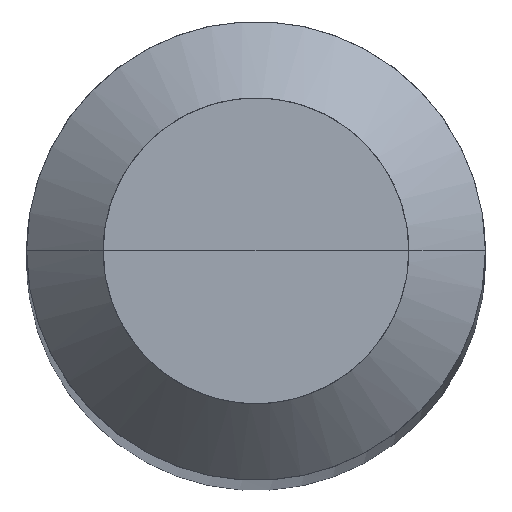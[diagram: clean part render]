
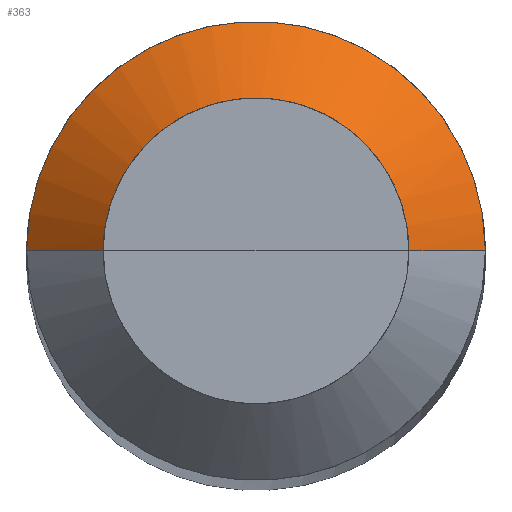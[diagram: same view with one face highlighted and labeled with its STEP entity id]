
A CAD part, top view. The second image highlights one B-rep face of the part: STEP entity #363.
In plain terms, the highlighted free-form (B-spline) face has degree [1, 2] with [2, 5] control points.
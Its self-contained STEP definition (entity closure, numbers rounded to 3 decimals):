
#71=CARTESIAN_POINT('',(-1.5,0.,37.7));
#75=CARTESIAN_POINT('',(1.5,0.,37.7));
#76=CARTESIAN_POINT('',(-1.,0.,38.2));
#80=CARTESIAN_POINT('',(1.,0.,38.2));
#82=CARTESIAN_POINT('',(1.5,1.5,37.7));
#83=CARTESIAN_POINT('',(0.,1.5,37.7));
#84=CARTESIAN_POINT('',(-1.5,1.5,37.7));
#85=CARTESIAN_POINT('',(1.,1.,38.2));
#86=CARTESIAN_POINT('',(0.,1.,38.2));
#87=CARTESIAN_POINT('',(-1.,1.,38.2));
#344=(
BOUNDED_SURFACE()
B_SPLINE_SURFACE(1,2,(
(#75,#82,#83,#84,#71),
(#80,#85,#86,#87,#76)
), .UNSPECIFIED.,.F.,.F.,.F.)
B_SPLINE_SURFACE_WITH_KNOTS((2,2),(3,2,3),(
0.,1.),(
0.,0.5,1.), .UNSPECIFIED.)
GEOMETRIC_REPRESENTATION_ITEM()
RATIONAL_B_SPLINE_SURFACE(((1.,0.707,1.,0.707,1.),
(1.,0.707,1.,0.707,1.)
))
REPRESENTATION_ITEM('')
SURFACE()
);
#345=(
BOUNDED_CURVE()
B_SPLINE_CURVE(2,(#71,#84,#83,#82,#75),.UNSPECIFIED.,.F.,.F.)
B_SPLINE_CURVE_WITH_KNOTS((3,2,3),
(0.,0.5,1.),.UNSPECIFIED.)
CURVE()
GEOMETRIC_REPRESENTATION_ITEM()
RATIONAL_B_SPLINE_CURVE((1.,0.707,1.,0.707,1.))
REPRESENTATION_ITEM('')
);
#346=(
BOUNDED_CURVE()
B_SPLINE_CURVE(1,(#75,#80),.UNSPECIFIED.,.F.,.F.)
B_SPLINE_CURVE_WITH_KNOTS((2,2),
(0.,1.),.UNSPECIFIED.)
CURVE()
GEOMETRIC_REPRESENTATION_ITEM()
RATIONAL_B_SPLINE_CURVE((1.,1.))
REPRESENTATION_ITEM('')
);
#347=(
BOUNDED_CURVE()
B_SPLINE_CURVE(2,(#80,#85,#86,#87,#76),.UNSPECIFIED.,.F.,.F.)
B_SPLINE_CURVE_WITH_KNOTS((3,2,3),
(0.,0.5,1.),.UNSPECIFIED.)
CURVE()
GEOMETRIC_REPRESENTATION_ITEM()
RATIONAL_B_SPLINE_CURVE((1.,0.707,1.,0.707,1.))
REPRESENTATION_ITEM('')
);
#348=(
BOUNDED_CURVE()
B_SPLINE_CURVE(1,(#76,#71),.UNSPECIFIED.,.F.,.F.)
B_SPLINE_CURVE_WITH_KNOTS((2,2),
(0.,1.),.UNSPECIFIED.)
CURVE()
GEOMETRIC_REPRESENTATION_ITEM()
RATIONAL_B_SPLINE_CURVE((1.,1.))
REPRESENTATION_ITEM('')
);
#349=VERTEX_POINT('',#71);
#350=VERTEX_POINT('',#75);
#351=VERTEX_POINT('',#76);
#352=VERTEX_POINT('',#80);
#353=EDGE_CURVE('',#349,#350,#345,.T.);
#354=EDGE_CURVE('',#350,#352,#346,.T.);
#355=EDGE_CURVE('',#352,#351,#347,.T.);
#356=EDGE_CURVE('',#351,#349,#348,.T.);
#357=ORIENTED_EDGE('',*,*,#353,.T.);
#358=ORIENTED_EDGE('',*,*,#354,.T.);
#359=ORIENTED_EDGE('',*,*,#355,.T.);
#360=ORIENTED_EDGE('',*,*,#356,.T.);
#361=EDGE_LOOP('',(#357,#358,#359,#360));
#362=FACE_OUTER_BOUND('',#361,.T.);
#363=ADVANCED_FACE('',(#362),#344,.T.);
